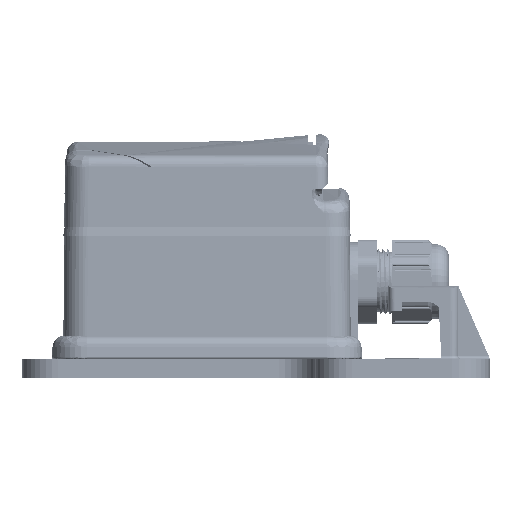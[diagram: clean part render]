
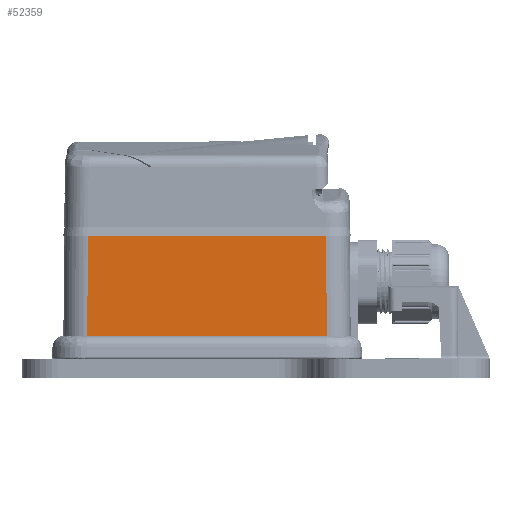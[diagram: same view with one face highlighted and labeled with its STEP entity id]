
A CAD part, left-side view. The second image highlights one B-rep face of the part: STEP entity #52359.
In plain terms, the highlighted planar face has unit normal (-1, 0, 0.009).
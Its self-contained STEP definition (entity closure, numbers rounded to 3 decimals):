
#52341=AXIS2_PLACEMENT_3D('Plane Axis2P3D',#52338,#52339,#52340) ;
#48958=CARTESIAN_POINT('Vertex',(-45.,37.5,0.)) ;
#48961=CARTESIAN_POINT('Line Origine',(-45.,0.,0.)) ;
#48965=CARTESIAN_POINT('Vertex',(-45.,-37.5,0.)) ;
#49798=CARTESIAN_POINT('Vertex',(-45.297,-37.797,-34.)) ;
#49801=CARTESIAN_POINT('Line Origine',(-45.297,0.,-34.)) ;
#49805=CARTESIAN_POINT('Vertex',(-45.297,37.797,-34.)) ;
#52338=CARTESIAN_POINT('Axis2P3D Location',(-45.,-45.,0.)) ;
#52343=CARTESIAN_POINT('Line Origine',(-45.148,37.649,-17.)) ;
#52348=CARTESIAN_POINT('Line Origine',(-45.148,-37.649,-17.)) ;
#48962=DIRECTION('Vector Direction',(0.,-1.,0.)) ;
#49802=DIRECTION('Vector Direction',(0.,-1.,0.)) ;
#52339=DIRECTION('Axis2P3D Direction',(-1.,0.,0.009)) ;
#52340=DIRECTION('Axis2P3D XDirection',(0.,-1.,0.)) ;
#52344=DIRECTION('Vector Direction',(0.009,-0.009,1.)) ;
#52349=DIRECTION('Vector Direction',(-0.009,-0.009,-1.)) ;
#48963=VECTOR('Line Direction',#48962,1.) ;
#49803=VECTOR('Line Direction',#49802,1.) ;
#52345=VECTOR('Line Direction',#52344,1.) ;
#52350=VECTOR('Line Direction',#52349,1.) ;
#52354=ORIENTED_EDGE('',*,*,#48967,.F.) ;
#52355=ORIENTED_EDGE('',*,*,#52347,.F.) ;
#52356=ORIENTED_EDGE('',*,*,#49807,.T.) ;
#52357=ORIENTED_EDGE('',*,*,#52352,.F.) ;
#52359=ADVANCED_FACE('001184003.1\\Corps de pi\X2\00E8\X0\ce.2 ( *SOL9803 - wsp *MASTER -  )',(#52358),#52342,.T.) ;
#48967=EDGE_CURVE('',#48959,#48966,#48964,.T.) ;
#49807=EDGE_CURVE('',#49806,#49799,#49804,.T.) ;
#52347=EDGE_CURVE('',#49806,#48959,#52346,.T.) ;
#52352=EDGE_CURVE('',#48966,#49799,#52351,.T.) ;
#52353=EDGE_LOOP('',(#52354,#52355,#52356,#52357)) ;
#52358=FACE_OUTER_BOUND('',#52353,.T.) ;
#48964=LINE('Line',#48961,#48963) ;
#49804=LINE('Line',#49801,#49803) ;
#52346=LINE('Line',#52343,#52345) ;
#52351=LINE('Line',#52348,#52350) ;
#52342=PLANE('',#52341) ;
#48959=VERTEX_POINT('',#48958) ;
#48966=VERTEX_POINT('',#48965) ;
#49799=VERTEX_POINT('',#49798) ;
#49806=VERTEX_POINT('',#49805) ;
